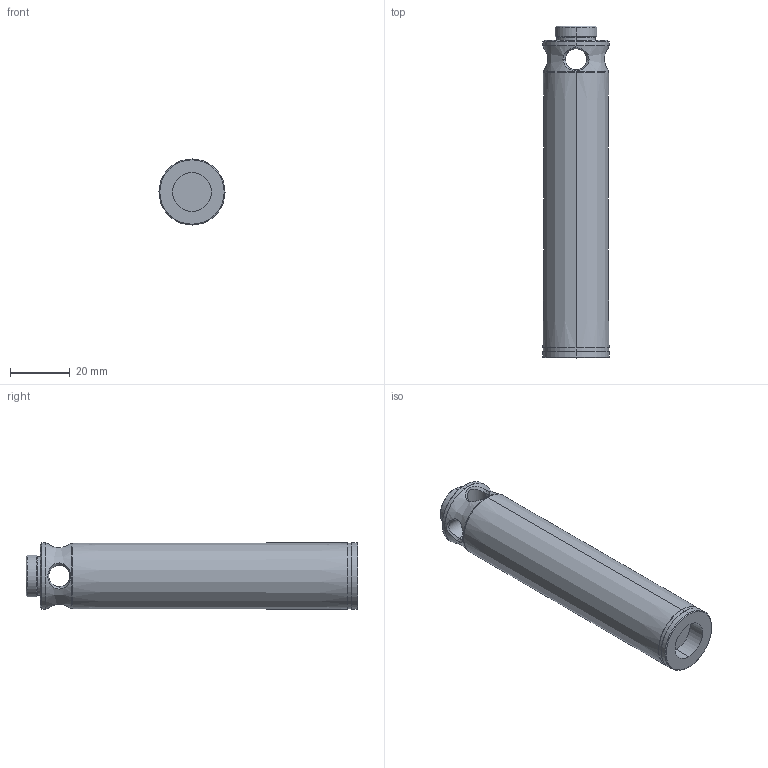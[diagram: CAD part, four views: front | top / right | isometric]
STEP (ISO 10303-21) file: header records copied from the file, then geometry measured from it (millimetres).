
FILE_DESCRIPTION (( 'STEP AP214' ), '1' );
FILE_NAME ('52006153 fxt.STEP', '2022-09-20T22:44:27', ( '' ), ( '' ), 'SwSTEP 2.0', 'SolidWorks 2021', '' );
FILE_SCHEMA (( 'AUTOMOTIVE_DESIGN' ));
Length unit declared in the file: inch
Products named in the file (1): 52006153 fxt
Bounding box: 22.07 x 110.7 x 22.07 mm (x, y, z)
Volume: 38263 mm3; surface area: 9124.4 mm2
Topology: 1 solids, 1 shells, 56 faces, 131 edges, 77 vertices
Faces by surface type: cylinder 22, cone 18, bspline 10, plane 6
Entity records: 7742 total; most frequent: CARTESIAN_POINT 6518, ORIENTED_EDGE 262, DIRECTION 222, EDGE_CURVE 131, AXIS2_PLACEMENT_3D 91, VERTEX_POINT 77, EDGE_LOOP 62, FACE_OUTER_BOUND 56
